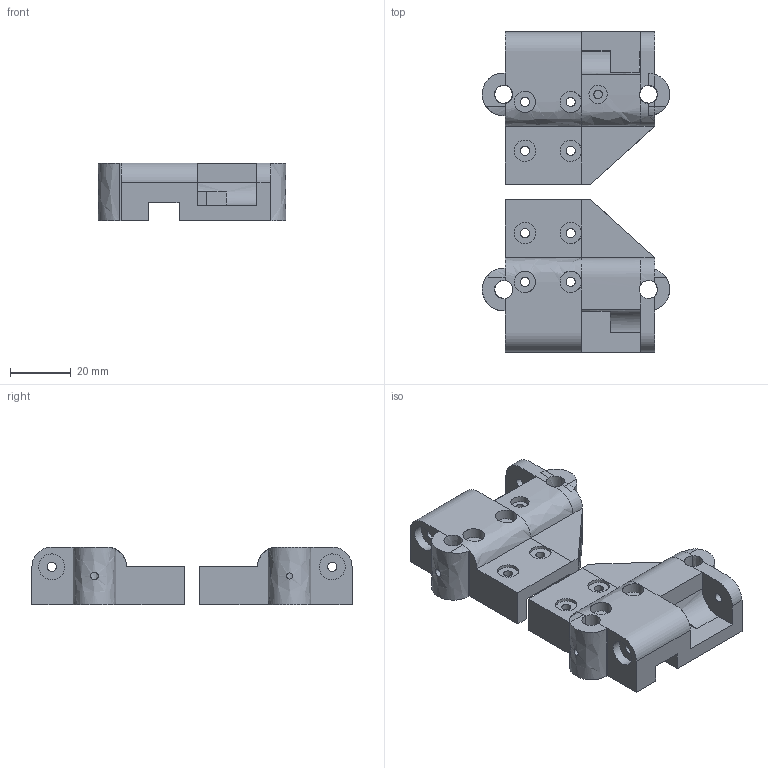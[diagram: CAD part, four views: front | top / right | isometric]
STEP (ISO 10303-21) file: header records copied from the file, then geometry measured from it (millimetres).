
FILE_DESCRIPTION(('CAx-IF Rec.Pracs.---Model Styling and Organization---1.5---2016-08-15','CAx-IF Rec.Pracs.---Geometric and Assembly Validation Properties---4.4---2016-08-17', 'CAx-IF Rec.Pracs.---User Defined Attributes---1.5---2016-08-15', 'CAx-IF Rec.Pracs.---External References---2.1---2005-01-19'),'2;1' );
FILE_NAME('bridge_right_and_left_1p2.stp','2019-04-14T15:08:49',( 'Unspecified'),('Unspecified'), 'CAD Exchanger 3.5.3 (cadexchanger.com)','Unspecified','');
FILE_SCHEMA(('AUTOMOTIVE_DESIGN { 1 0 10303 214 1 1 1 1 }'));
Length unit declared in the file: millimetre
Products named in the file (2): unnamed
Bounding box: 61.5 x 105 x 19 mm (x, y, z)
Volume: 51390.7 mm3; surface area: 22458.1 mm2
Topology: 2 solids, 2 shells, 139 faces, 366 edges, 230 vertices
Faces by surface type: bspline 103, plane 36
Entity records: 15459 total; most frequent: CARTESIAN_POINT 10600, B_SPLINE_CURVE_WITH_KNOTS 908, ORIENTED_EDGE 732, PCURVE 732, DEFINITIONAL_REPRESENTATION 732, EDGE_CURVE 366, SURFACE_CURVE 328, VERTEX_POINT 230
